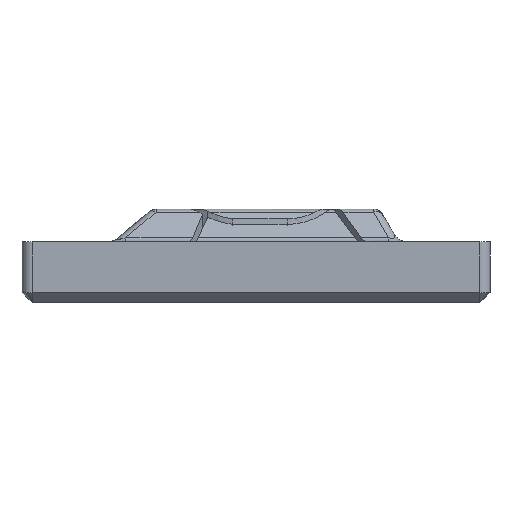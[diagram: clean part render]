
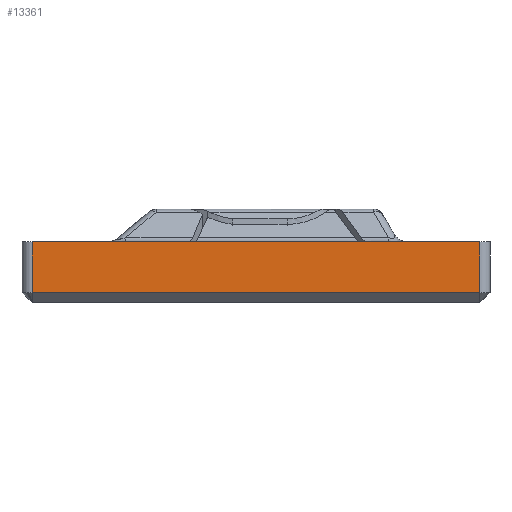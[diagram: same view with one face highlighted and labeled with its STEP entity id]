
A CAD part, left-side view. The second image highlights one B-rep face of the part: STEP entity #13361.
In plain terms, the highlighted planar face has unit normal (-1, 0, 0).
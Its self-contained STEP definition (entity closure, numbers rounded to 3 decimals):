
#117=CARTESIAN_POINT('Vertex',(-115.,-110.,-25.)) ;
#13230=CARTESIAN_POINT('Line Origine',(-115.,110.,-15.)) ;
#13234=CARTESIAN_POINT('Vertex',(-115.,110.,0.)) ;
#13236=CARTESIAN_POINT('Vertex',(-115.,110.,-25.)) ;
#13333=CARTESIAN_POINT('Axis2P3D Location',(-115.,115.,0.)) ;
#13338=CARTESIAN_POINT('Line Origine',(-115.,0.,-25.)) ;
#13343=CARTESIAN_POINT('Line Origine',(-115.,-110.,-12.5)) ;
#13347=CARTESIAN_POINT('Vertex',(-115.,-110.,0.)) ;
#13350=CARTESIAN_POINT('Line Origine',(-115.,0.,0.)) ;
#13231=DIRECTION('Vector Direction',(0.,0.,-1.)) ;
#13334=DIRECTION('Axis2P3D Direction',(1.,0.,0.)) ;
#13335=DIRECTION('Axis2P3D XDirection',(0.,-1.,0.)) ;
#13339=DIRECTION('Vector Direction',(0.,-1.,0.)) ;
#13344=DIRECTION('Vector Direction',(0.,0.,-1.)) ;
#13351=DIRECTION('Vector Direction',(0.,1.,0.)) ;
#13336=AXIS2_PLACEMENT_3D('Plane Axis2P3D',#13333,#13334,#13335) ;
#13356=ORIENTED_EDGE('',*,*,#13342,.T.) ;
#13357=ORIENTED_EDGE('',*,*,#13349,.F.) ;
#13358=ORIENTED_EDGE('',*,*,#13354,.T.) ;
#13359=ORIENTED_EDGE('',*,*,#13238,.T.) ;
#13232=VECTOR('Line Direction',#13231,1.) ;
#13340=VECTOR('Line Direction',#13339,1.) ;
#13345=VECTOR('Line Direction',#13344,1.) ;
#13352=VECTOR('Line Direction',#13351,1.) ;
#13361=ADVANCED_FACE('Oberteil',(#13360),#13337,.F.) ;
#13238=EDGE_CURVE('',#13235,#13237,#13233,.T.) ;
#13342=EDGE_CURVE('',#13237,#118,#13341,.T.) ;
#13349=EDGE_CURVE('',#13348,#118,#13346,.T.) ;
#13354=EDGE_CURVE('',#13348,#13235,#13353,.T.) ;
#13355=EDGE_LOOP('',(#13356,#13357,#13358,#13359)) ;
#13360=FACE_OUTER_BOUND('',#13355,.T.) ;
#13233=LINE('Line',#13230,#13232) ;
#13341=LINE('Line',#13338,#13340) ;
#13346=LINE('Line',#13343,#13345) ;
#13353=LINE('Line',#13350,#13352) ;
#13337=PLANE('',#13336) ;
#118=VERTEX_POINT('',#117) ;
#13235=VERTEX_POINT('',#13234) ;
#13237=VERTEX_POINT('',#13236) ;
#13348=VERTEX_POINT('',#13347) ;
